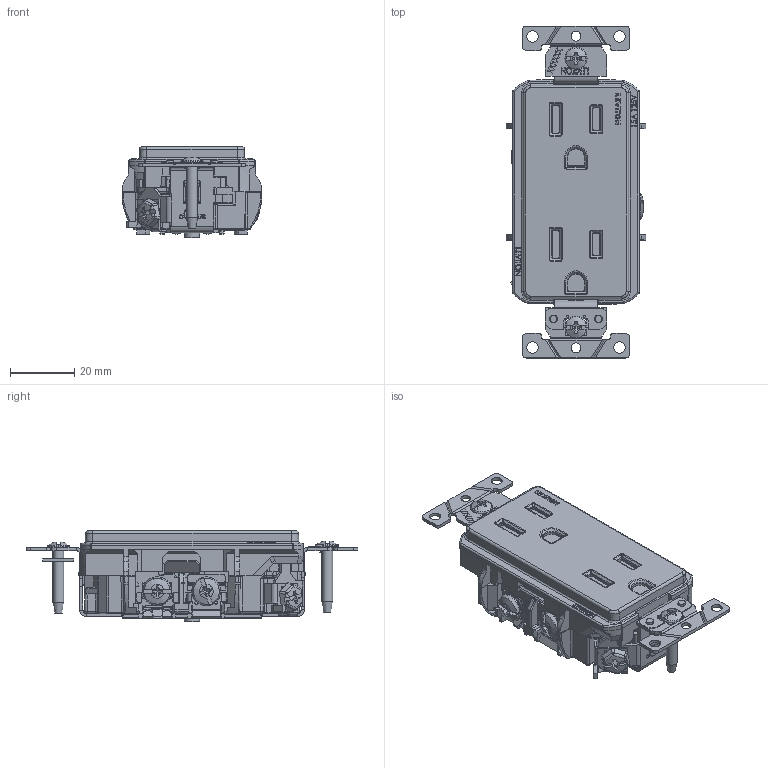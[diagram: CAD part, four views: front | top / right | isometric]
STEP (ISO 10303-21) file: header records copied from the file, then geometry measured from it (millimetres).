
FILE_DESCRIPTION (( 'STEP AP214' ), '1' );
FILE_NAME ('CATSTD-16252-00X-M01.STEP', '2020-10-21T18:57:12', ( '' ), ( '' ), 'SwSTEP 2.0', 'SolidWorks 2020', '' );
FILE_SCHEMA (( 'AUTOMOTIVE_DESIGN' ));
Length unit declared in the file: inch
Products named in the file (1): CATSTD-16252-00X-M01
Bounding box: 43.43 x 103.17 x 28.47 mm (x, y, z)
Volume: 55725.5 mm3; surface area: 27211.2 mm2
Topology: 7 solids, 51 shells, 5128 faces, 13542 edges, 8697 vertices
Faces by surface type: plane 3521, cylinder 757, bspline 672, cone 77, torus 62, sphere 39
Full cylindrical faces by diameter (mm): 0.889 x2, 1.016 x12, 1.397 x6, 2.184 x2, 2.286 x1, 2.413 x2, 2.858 x1, 3.048 x2, 3.175 x1, 3.378 x1, 3.404 x2, 3.505 x2, 3.556 x4, 3.734 x1, 3.783 x1, 3.81 x1, 3.988 x2, 4.064 x1, 4.166 x11, 4.699 x1, 4.826 x1, 4.953 x3, 5.842 x1, 6.858 x2
Entity records: 265676 total; most frequent: CARTESIAN_POINT 80824, ORIENTED_EDGE 26682, DIRECTION 21536, EDGE_CURVE 13341, LINE 9790, VECTOR 9790, VERTEX_POINT 8620, AXIS2_PLACEMENT_3D 5873
